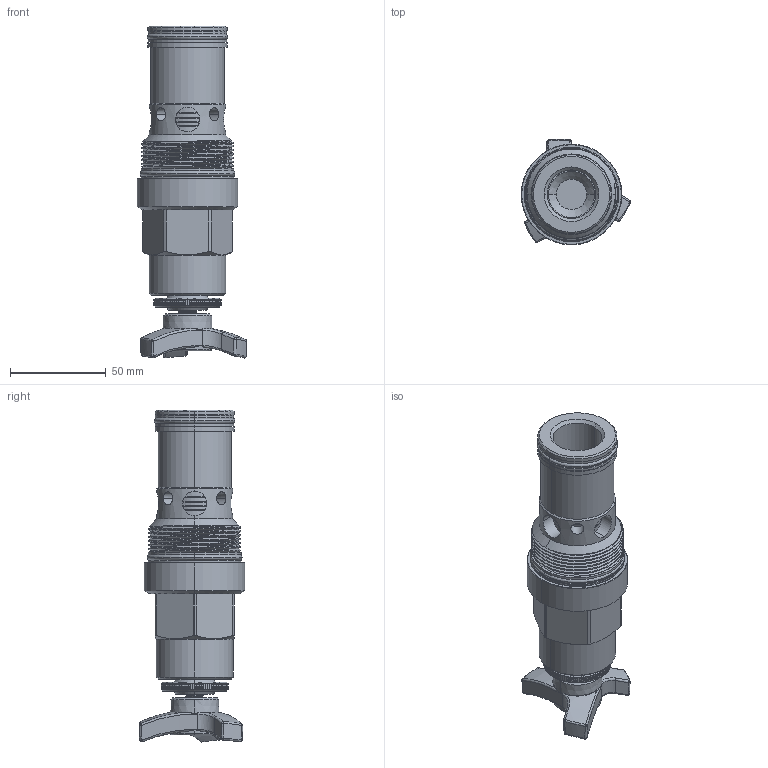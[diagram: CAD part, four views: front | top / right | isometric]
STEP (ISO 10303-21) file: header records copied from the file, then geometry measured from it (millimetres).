
FILE_DESCRIPTION (( 'STEP AP203' ), '1' );
FILE_NAME ('NV18A28-T.STEP', '2016-07-22T03:11:42', ( '' ), ( '' ), 'SwSTEP 2.0', 'SolidWorks 2012', '' );
FILE_SCHEMA (( 'CONFIG_CONTROL_DESIGN' ));
Length unit declared in the file: millimetre
Products named in the file (1): NV18A28-T
Bounding box: 57.05 x 55.16 x 172.93 mm (x, y, z)
Volume: 192617.2 mm3; surface area: 44807.6 mm2
Topology: 9 solids, 9 shells, 890 faces, 2372 edges, 1473 vertices
Faces by surface type: plane 348, cylinder 299, bspline 89, cone 81, sphere 40, torus 33
Entity records: 38282 total; most frequent: CARTESIAN_POINT 17629, ORIENTED_EDGE 4698, DIRECTION 3886, EDGE_CURVE 2349, AXIS2_PLACEMENT_3D 1554, VERTEX_POINT 1467, EDGE_LOOP 942, FACE_OUTER_BOUND 890
